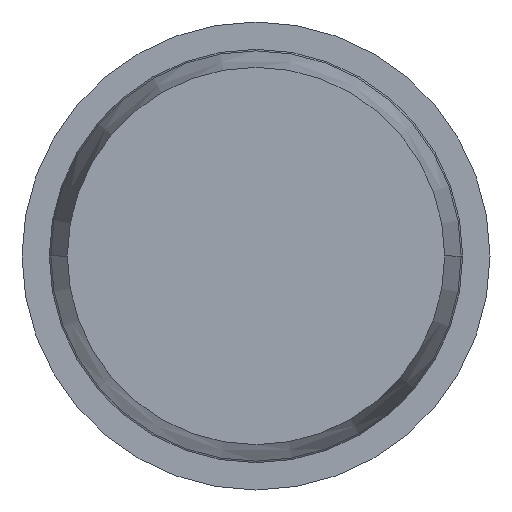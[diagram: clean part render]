
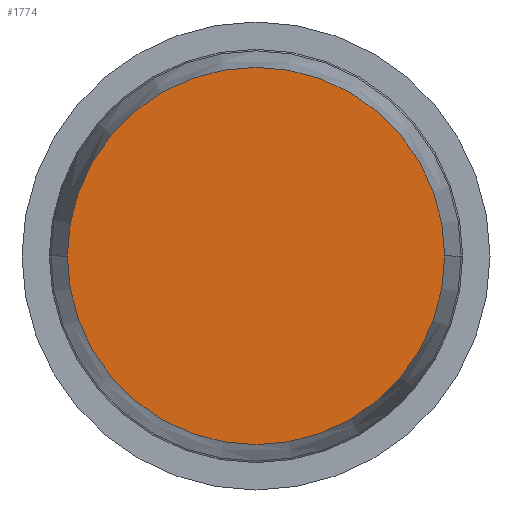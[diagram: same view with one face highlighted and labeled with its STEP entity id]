
A CAD part, front view. The second image highlights one B-rep face of the part: STEP entity #1774.
In plain terms, the highlighted planar face has unit normal (0, -1, 0).
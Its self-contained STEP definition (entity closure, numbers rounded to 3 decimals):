
#403 = CARTESIAN_POINT ( 'NONE',  ( 0., -19., 0. ) ) ;
#499 = AXIS2_PLACEMENT_3D ( 'NONE', #403, #3685, #3144 ) ;
#668 = VERTEX_POINT ( 'NONE', #3246 ) ;
#743 = CIRCLE ( 'NONE', #499, 1.209 ) ;
#819 = CARTESIAN_POINT ( 'NONE',  ( 0., -19., 0. ) ) ;
#844 = CARTESIAN_POINT ( 'NONE',  ( 0., -19., 0. ) ) ;
#933 = AXIS2_PLACEMENT_3D ( 'NONE', #844, #2048, #3257 ) ;
#1140 = ORIENTED_EDGE ( 'NONE', *, *, #1816, .T. ) ;
#1235 = DIRECTION ( 'NONE',  ( 1., 0., 0. ) ) ;
#1300 = CARTESIAN_POINT ( 'NONE',  ( 1.209, -19., 0. ) ) ;
#1341 = EDGE_CURVE ( 'Defeature ausgef�hrt1_0+Defeature ausgef�hrt1_10+Defeature ausgef�hrt1_10+Defeature ausgef�hrt1_10', #668, #1543, #3327, .T. ) ;
#1543 = VERTEX_POINT ( 'NONE', #1300 ) ;
#1774 = ADVANCED_FACE ( 'Defeature ausgef�hrt1_0', ( #3574 ), #3830, .T. ) ;
#1779 = EDGE_LOOP ( 'NONE', ( #3204, #1140 ) ) ;
#1816 = EDGE_CURVE ( 'Defeature ausgef�hrt1_0+Defeature ausgef�hrt1_10+Defeature ausgef�hrt1_10+Defeature ausgef�hrt1_10', #1543, #668, #743, .T. ) ;
#2027 = DIRECTION ( 'NONE',  ( 0., -1., 0. ) ) ;
#2048 = DIRECTION ( 'NONE',  ( 0., -1., 0. ) ) ;
#2199 = AXIS2_PLACEMENT_3D ( 'NONE', #819, #2027, #1235 ) ;
#3144 = DIRECTION ( 'NONE',  ( 1., 0., 0. ) ) ;
#3204 = ORIENTED_EDGE ( 'NONE', *, *, #1341, .T. ) ;
#3246 = CARTESIAN_POINT ( 'NONE',  ( -1.209, -19., 0. ) ) ;
#3257 = DIRECTION ( 'NONE',  ( 1., 0., 0. ) ) ;
#3327 = CIRCLE ( 'NONE', #933, 1.209 ) ;
#3574 = FACE_OUTER_BOUND ( 'NONE', #1779, .T. ) ;
#3685 = DIRECTION ( 'NONE',  ( 0., -1., 0. ) ) ;
#3830 = PLANE ( 'NONE',  #2199 ) ;
